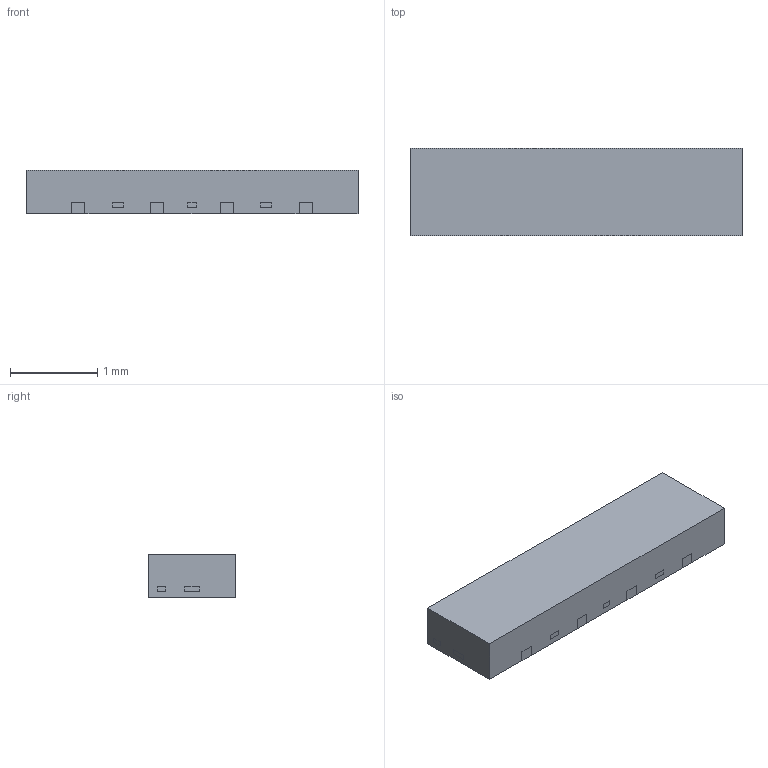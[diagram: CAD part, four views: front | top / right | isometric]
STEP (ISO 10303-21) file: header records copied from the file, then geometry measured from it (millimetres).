
FILE_DESCRIPTION(/* description */ ('Unknown'),/* implementation_level */ '2;1');
FILE_NAME(/* name */ 'DFN3810B-9_STP',/* time_stamp */ '2020-10-15T15:48:50+08:00',/* author */ ('Unknown'),/* organization */ ('Unknown'),/* preprocessor_version */ 'ST-DEVELOPER v16.7',/* originating_system */ 'DEX',/* authorisation */ $);
FILE_SCHEMA (('AUTOMOTIVE_DESIGN {1 0 10303 214 3 1 1}'));
Length unit declared in the file: millimetre
Products named in the file (3): DFN3810B-9 3D; CPD; LDF
Assembly tree (2 placements, depth 2):
  DFN3810B-9 3D
    CPD
    LDF
Bounding box: 3.8 x 1 x 0.5 mm (x, y, z)
Volume: 1.9 mm3; surface area: 22.8 mm2
Topology: 10 solids, 10 shells, 305 faces, 878 edges, 584 vertices
Faces by surface type: plane 291, cylinder 12, sphere 2
Full cylindrical faces by diameter (mm): 0.1 x2
Entity records: 10977 total; most frequent: CARTESIAN_POINT 1754, ORIENTED_EDGE 1736, DIRECTION 1508, EDGE_CURVE 868, LINE 844, VECTOR 844, VERTEX_POINT 578, AXIS2_PLACEMENT_3D 332
